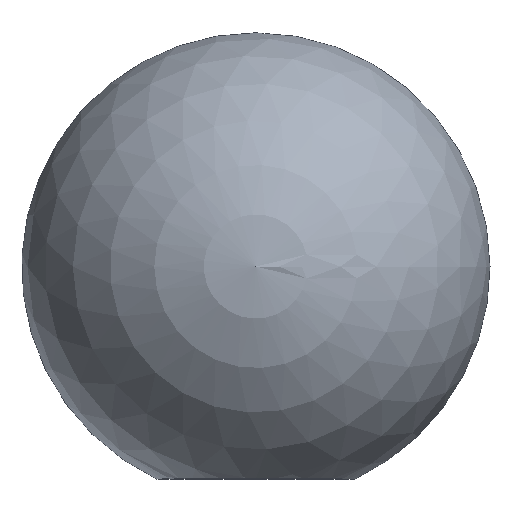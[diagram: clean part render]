
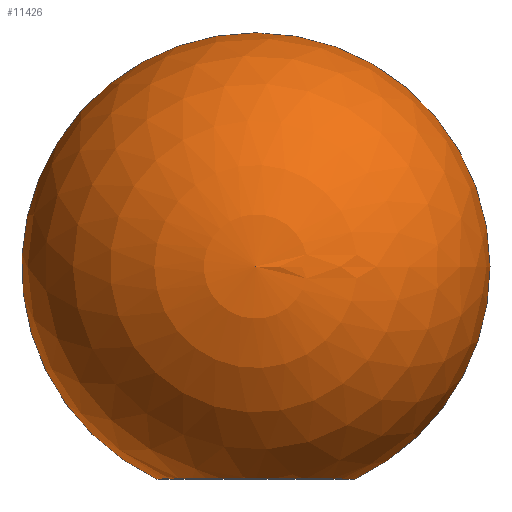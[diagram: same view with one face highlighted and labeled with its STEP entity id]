
A CAD part, top view. The second image highlights one B-rep face of the part: STEP entity #11426.
In plain terms, the highlighted spherical face has radius 15 mm.
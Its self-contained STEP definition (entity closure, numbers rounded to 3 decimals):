
#36 = CARTESIAN_POINT ( 'NONE',  ( 0., -13.59, 0. ) ) ;
#75 = EDGE_LOOP ( 'NONE', ( #12551, #8272, #4167 ) ) ;
#496 = DIRECTION ( 'NONE',  ( 1., 0., 0. ) ) ;
#505 = CIRCLE ( 'NONE', #6383, 6.35 ) ;
#782 = CARTESIAN_POINT ( 'NONE',  ( -6.35, -13.59, 0. ) ) ;
#822 = CARTESIAN_POINT ( 'NONE',  ( 0., 0., 0. ) ) ;
#1009 = AXIS2_PLACEMENT_3D ( 'NONE', #822, #7752, #1810 ) ;
#1810 = DIRECTION ( 'NONE',  ( 1., 0., 0. ) ) ;
#1841 = CARTESIAN_POINT ( 'NONE',  ( 0., 0., 0. ) ) ;
#2113 = EDGE_CURVE ( 'NONE', #9067, #8863, #8650, .T. ) ;
#3008 = DIRECTION ( 'NONE',  ( 0., -1., 0. ) ) ;
#4167 = ORIENTED_EDGE ( 'NONE', *, *, #11791, .F. ) ;
#4566 = DIRECTION ( 'NONE',  ( 0., 0., 1. ) ) ;
#5559 = AXIS2_PLACEMENT_3D ( 'NONE', #1841, #6792, #11782 ) ;
#6383 = AXIS2_PLACEMENT_3D ( 'NONE', #36, #3008, #10819 ) ;
#6792 = DIRECTION ( 'NONE',  ( 0., 0., -1. ) ) ;
#6880 = AXIS2_PLACEMENT_3D ( 'NONE', #8508, #4566, #496 ) ;
#7752 = DIRECTION ( 'NONE',  ( 0., 0., 1. ) ) ;
#7861 = CARTESIAN_POINT ( 'NONE',  ( 6.35, -13.59, 0. ) ) ;
#7980 = VERTEX_POINT ( 'NONE', #7861 ) ;
#8088 = FACE_OUTER_BOUND ( 'NONE', #75, .T. ) ;
#8272 = ORIENTED_EDGE ( 'NONE', *, *, #2113, .T. ) ;
#8508 = CARTESIAN_POINT ( 'NONE',  ( 0., 0., 0. ) ) ;
#8650 = CIRCLE ( 'NONE', #1009, 15. ) ;
#8863 = VERTEX_POINT ( 'NONE', #782 ) ;
#9067 = VERTEX_POINT ( 'NONE', #10303 ) ;
#10303 = CARTESIAN_POINT ( 'NONE',  ( 0., 15., 0. ) ) ;
#10587 = SPHERICAL_SURFACE ( 'NONE', #6880, 15. ) ;
#10735 = CIRCLE ( 'NONE', #5559, 15. ) ;
#10819 = DIRECTION ( 'NONE',  ( 1., 0., 0. ) ) ;
#11426 = ADVANCED_FACE ( 'NONE', ( #8088 ), #10587, .T. ) ;
#11771 = EDGE_CURVE ( 'NONE', #9067, #7980, #10735, .T. ) ;
#11782 = DIRECTION ( 'NONE',  ( -1., 0., 0. ) ) ;
#11791 = EDGE_CURVE ( 'NONE', #7980, #8863, #505, .T. ) ;
#12551 = ORIENTED_EDGE ( 'NONE', *, *, #11771, .F. ) ;
